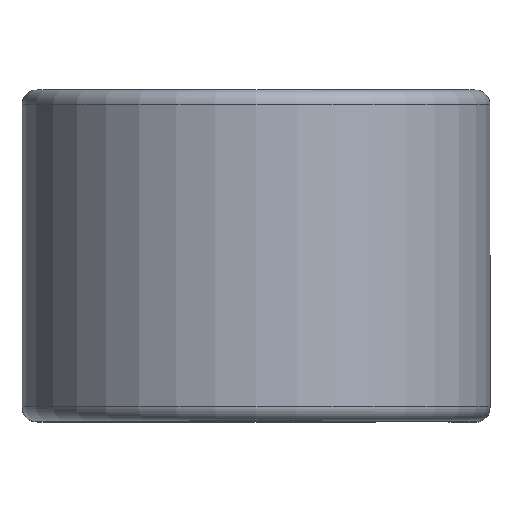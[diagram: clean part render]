
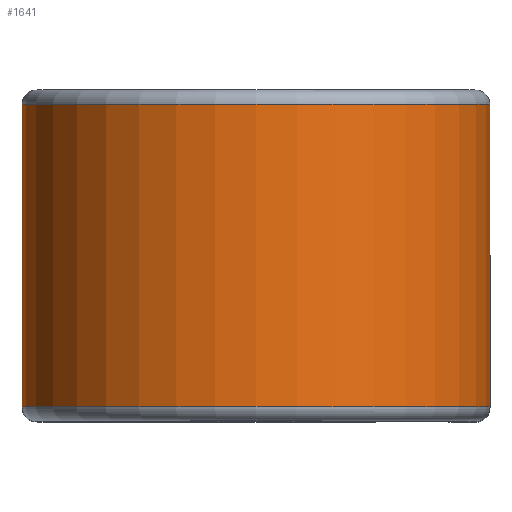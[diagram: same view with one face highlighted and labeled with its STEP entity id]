
A CAD part, top view. The second image highlights one B-rep face of the part: STEP entity #1641.
In plain terms, the highlighted cylindrical face has radius 12.332 mm (diameter 24.663 mm), a partial arc.
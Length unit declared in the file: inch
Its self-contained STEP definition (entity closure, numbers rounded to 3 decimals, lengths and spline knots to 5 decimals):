
#31 = ORIENTED_EDGE ( 'NONE', *, *, #269, .T. ) ;
#224 = EDGE_LOOP ( 'NONE', ( #31, #1002, #1219, #2473 ) ) ;
#248 = CYLINDRICAL_SURFACE ( 'NONE', #2591, 0.4855 ) ;
#269 = EDGE_CURVE ( 'NONE', #1632, #2077, #508, .T. ) ;
#306 = AXIS2_PLACEMENT_3D ( 'NONE', #1027, #2667, #1263 ) ;
#372 = VERTEX_POINT ( 'NONE', #1662 ) ;
#422 = CARTESIAN_POINT ( 'NONE',  ( 0.4855, 0.31375, 0.75 ) ) ;
#485 = EDGE_CURVE ( 'NONE', #1632, #372, #505, .T. ) ;
#505 = CIRCLE ( 'NONE', #306, 0.4855 ) ;
#508 = LINE ( 'NONE', #943, #2290 ) ;
#526 = CARTESIAN_POINT ( 'NONE',  ( 0., 0.3125, 0.75 ) ) ;
#943 = CARTESIAN_POINT ( 'NONE',  ( 0.4855, 0.31375, 0.75 ) ) ;
#1002 = ORIENTED_EDGE ( 'NONE', *, *, #1827, .T. ) ;
#1027 = CARTESIAN_POINT ( 'NONE',  ( 0., -0.31375, 0.75 ) ) ;
#1163 = VECTOR ( 'NONE', #1847, 39.37008 ) ;
#1219 = ORIENTED_EDGE ( 'NONE', *, *, #2876, .F. ) ;
#1263 = DIRECTION ( 'NONE',  ( 0., 0., -1. ) ) ;
#1284 = DIRECTION ( 'NONE',  ( 0., -1., 0. ) ) ;
#1604 = CARTESIAN_POINT ( 'NONE',  ( -0.4855, 0.31375, 0.75 ) ) ;
#1632 = VERTEX_POINT ( 'NONE', #1896 ) ;
#1641 = ADVANCED_FACE ( 'NONE', ( #3020 ), #248, .T. ) ;
#1662 = CARTESIAN_POINT ( 'NONE',  ( -0.4855, -0.31375, 0.75 ) ) ;
#1775 = LINE ( 'NONE', #1604, #1163 ) ;
#1827 = EDGE_CURVE ( 'NONE', #2077, #2519, #2545, .T. ) ;
#1847 = DIRECTION ( 'NONE',  ( 0., 1., 0. ) ) ;
#1896 = CARTESIAN_POINT ( 'NONE',  ( 0.4855, -0.31375, 0.75 ) ) ;
#2077 = VERTEX_POINT ( 'NONE', #422 ) ;
#2146 = DIRECTION ( 'NONE',  ( 0., 0., -1. ) ) ;
#2290 = VECTOR ( 'NONE', #2568, 39.37008 ) ;
#2473 = ORIENTED_EDGE ( 'NONE', *, *, #485, .F. ) ;
#2519 = VERTEX_POINT ( 'NONE', #2975 ) ;
#2528 = AXIS2_PLACEMENT_3D ( 'NONE', #2684, #1284, #2921 ) ;
#2545 = CIRCLE ( 'NONE', #2528, 0.4855 ) ;
#2568 = DIRECTION ( 'NONE',  ( 0., 1., 0. ) ) ;
#2591 = AXIS2_PLACEMENT_3D ( 'NONE', #526, #2614, #2146 ) ;
#2614 = DIRECTION ( 'NONE',  ( 0., -1., 0. ) ) ;
#2667 = DIRECTION ( 'NONE',  ( 0., -1., 0. ) ) ;
#2684 = CARTESIAN_POINT ( 'NONE',  ( 0., 0.31375, 0.75 ) ) ;
#2876 = EDGE_CURVE ( 'NONE', #372, #2519, #1775, .T. ) ;
#2921 = DIRECTION ( 'NONE',  ( 0., 0., -1. ) ) ;
#2975 = CARTESIAN_POINT ( 'NONE',  ( -0.4855, 0.31375, 0.75 ) ) ;
#3020 = FACE_OUTER_BOUND ( 'NONE', #224, .T. ) ;
